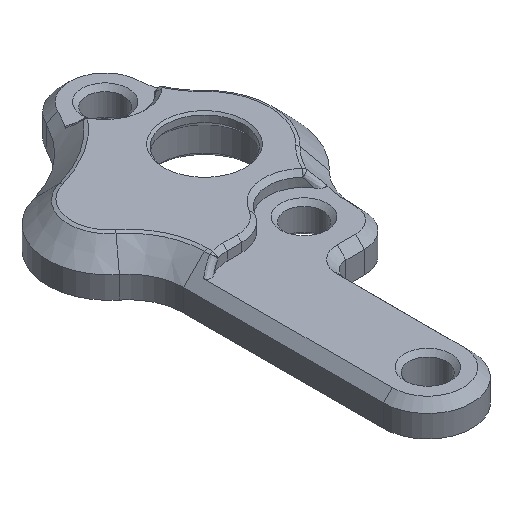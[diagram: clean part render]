
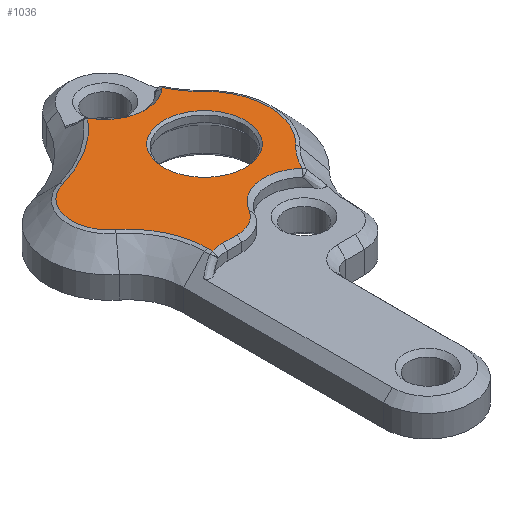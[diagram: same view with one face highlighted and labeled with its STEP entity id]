
A CAD part, isometric view. The second image highlights one B-rep face of the part: STEP entity #1036.
In plain terms, the highlighted planar face has unit normal (0, 0, 1).
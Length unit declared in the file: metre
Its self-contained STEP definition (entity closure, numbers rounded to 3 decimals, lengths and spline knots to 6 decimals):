
#73=LINE('',#1609,#129);
#74=LINE('',#1613,#130);
#129=VECTOR('',#1277,1.);
#130=VECTOR('',#1280,1.);
#185=PLANE('',#1124);
#203=ORIENTED_EDGE('',*,*,#505,.T.);
#204=ORIENTED_EDGE('',*,*,#506,.T.);
#205=ORIENTED_EDGE('',*,*,#507,.T.);
#206=ORIENTED_EDGE('',*,*,#508,.T.);
#207=ORIENTED_EDGE('',*,*,#509,.T.);
#208=ORIENTED_EDGE('',*,*,#510,.T.);
#209=ORIENTED_EDGE('',*,*,#511,.T.);
#210=ORIENTED_EDGE('',*,*,#512,.T.);
#211=ORIENTED_EDGE('',*,*,#513,.T.);
#212=ORIENTED_EDGE('',*,*,#514,.T.);
#213=ORIENTED_EDGE('',*,*,#515,.T.);
#214=ORIENTED_EDGE('',*,*,#516,.T.);
#215=ORIENTED_EDGE('',*,*,#517,.T.);
#505=EDGE_CURVE('',#656,#657,#752,.F.);
#506=EDGE_CURVE('',#657,#658,#753,.F.);
#507=EDGE_CURVE('',#658,#659,#754,.T.);
#508=EDGE_CURVE('',#659,#660,#755,.F.);
#509=EDGE_CURVE('',#660,#661,#73,.T.);
#510=EDGE_CURVE('',#661,#662,#756,.F.);
#511=EDGE_CURVE('',#662,#663,#74,.T.);
#512=EDGE_CURVE('',#663,#664,#757,.T.);
#513=EDGE_CURVE('',#664,#665,#758,.F.);
#514=EDGE_CURVE('',#665,#666,#759,.F.);
#515=EDGE_CURVE('',#666,#667,#760,.T.);
#516=EDGE_CURVE('',#667,#656,#761,.F.);
#517=EDGE_CURVE('',#668,#668,#762,.F.);
#656=VERTEX_POINT('',#1601);
#657=VERTEX_POINT('',#1602);
#658=VERTEX_POINT('',#1604);
#659=VERTEX_POINT('',#1606);
#660=VERTEX_POINT('',#1608);
#661=VERTEX_POINT('',#1610);
#662=VERTEX_POINT('',#1612);
#663=VERTEX_POINT('',#1614);
#664=VERTEX_POINT('',#1616);
#665=VERTEX_POINT('',#1618);
#666=VERTEX_POINT('',#1620);
#667=VERTEX_POINT('',#1622);
#668=VERTEX_POINT('',#1625);
#752=CIRCLE('',#1125,0.00365);
#753=CIRCLE('',#1126,0.012166);
#754=CIRCLE('',#1127,0.003434);
#755=CIRCLE('',#1128,0.007166);
#756=CIRCLE('',#1129,0.00365);
#757=CIRCLE('',#1130,0.00285);
#758=CIRCLE('',#1131,0.00365);
#759=CIRCLE('',#1132,0.007166);
#760=CIRCLE('',#1133,0.005834);
#761=CIRCLE('',#1134,0.007166);
#762=CIRCLE('',#1135,0.0037);
#823=EDGE_LOOP('',(#203,#204,#205,#206,#207,#208,#209,#210,#211,#212,#213,
#214));
#824=EDGE_LOOP('',(#215));
#920=FACE_BOUND('',#823,.T.);
#921=FACE_BOUND('',#824,.T.);
#1036=ADVANCED_FACE('',(#920,#921),#185,.T.);
#1124=AXIS2_PLACEMENT_3D('',#1599,#1267,#1268);
#1125=AXIS2_PLACEMENT_3D('',#1600,#1269,#1270);
#1126=AXIS2_PLACEMENT_3D('',#1603,#1271,#1272);
#1127=AXIS2_PLACEMENT_3D('',#1605,#1273,#1274);
#1128=AXIS2_PLACEMENT_3D('',#1607,#1275,#1276);
#1129=AXIS2_PLACEMENT_3D('',#1611,#1278,#1279);
#1130=AXIS2_PLACEMENT_3D('',#1615,#1281,#1282);
#1131=AXIS2_PLACEMENT_3D('',#1617,#1283,#1284);
#1132=AXIS2_PLACEMENT_3D('',#1619,#1285,#1286);
#1133=AXIS2_PLACEMENT_3D('',#1621,#1287,#1288);
#1134=AXIS2_PLACEMENT_3D('',#1623,#1289,#1290);
#1135=AXIS2_PLACEMENT_3D('',#1624,#1291,#1292);
#1267=DIRECTION('',(0.,0.,1.));
#1268=DIRECTION('',(0.,-1.,0.));
#1269=DIRECTION('',(0.,0.,1.));
#1270=DIRECTION('',(0.,-1.,0.));
#1271=DIRECTION('',(0.,0.,1.));
#1272=DIRECTION('',(0.,-1.,0.));
#1273=DIRECTION('',(0.,0.,1.));
#1274=DIRECTION('',(0.,-1.,0.));
#1275=DIRECTION('',(0.,0.,1.));
#1276=DIRECTION('',(0.,-1.,0.));
#1277=DIRECTION('',(0.,-1.,0.));
#1278=DIRECTION('',(0.,0.,1.));
#1279=DIRECTION('',(0.,-1.,0.));
#1280=DIRECTION('',(1.,0.,0.));
#1281=DIRECTION('',(0.,0.,1.));
#1282=DIRECTION('',(0.,-1.,0.));
#1283=DIRECTION('',(0.,0.,1.));
#1284=DIRECTION('',(0.,-1.,0.));
#1285=DIRECTION('',(0.,0.,1.));
#1286=DIRECTION('',(0.,-1.,0.));
#1287=DIRECTION('',(0.,0.,1.));
#1288=DIRECTION('',(0.,-1.,0.));
#1289=DIRECTION('',(0.,0.,1.));
#1290=DIRECTION('',(0.,-1.,0.));
#1291=DIRECTION('',(0.,0.,1.));
#1292=DIRECTION('',(0.,-1.,0.));
#1599=CARTESIAN_POINT('',(0.000979,-0.010545,0.004));
#1600=CARTESIAN_POINT('',(0.,0.009,0.004));
#1601=CARTESIAN_POINT('',(0.002505,0.006345,0.004));
#1602=CARTESIAN_POINT('',(-0.00324,0.007319,0.004));
#1603=CARTESIAN_POINT('',(-0.012613,0.015075,0.004));
#1604=CARTESIAN_POINT('',(-0.009484,0.003319,0.004));
#1605=CARTESIAN_POINT('',(-0.0086,0.,0.004));
#1606=CARTESIAN_POINT('',(-0.010738,-0.002687,0.004));
#1607=CARTESIAN_POINT('',(-0.0152,-0.008295,0.004));
#1608=CARTESIAN_POINT('',(-0.008034,-0.008295,0.004));
#1609=CARTESIAN_POINT('',(-0.008034,-0.010545,0.004));
#1610=CARTESIAN_POINT('',(-0.008034,-0.008765,0.004));
#1611=CARTESIAN_POINT('',(-0.00695,-0.01225,0.004));
#1612=CARTESIAN_POINT('',(-0.00695,-0.0086,0.004));
#1613=CARTESIAN_POINT('',(-0.005629,-0.0086,0.004));
#1614=CARTESIAN_POINT('',(-0.005629,-0.0086,0.004));
#1615=CARTESIAN_POINT('',(-0.005629,-0.00575,0.004));
#1616=CARTESIAN_POINT('',(-0.003161,-0.007175,0.004));
#1617=CARTESIAN_POINT('',(0.,-0.009,0.004));
#1618=CARTESIAN_POINT('',(0.002505,-0.006345,0.004));
#1619=CARTESIAN_POINT('',(0.008992,-0.009389,0.004));
#1620=CARTESIAN_POINT('',(0.004035,-0.004214,0.004));
#1621=CARTESIAN_POINT('',(0.,0.,0.004));
#1622=CARTESIAN_POINT('',(0.004035,0.004214,0.004));
#1623=CARTESIAN_POINT('',(0.008992,0.009389,0.004));
#1624=CARTESIAN_POINT('',(0.,0.,0.004));
#1625=CARTESIAN_POINT('',(0.,-0.0037,0.004));
